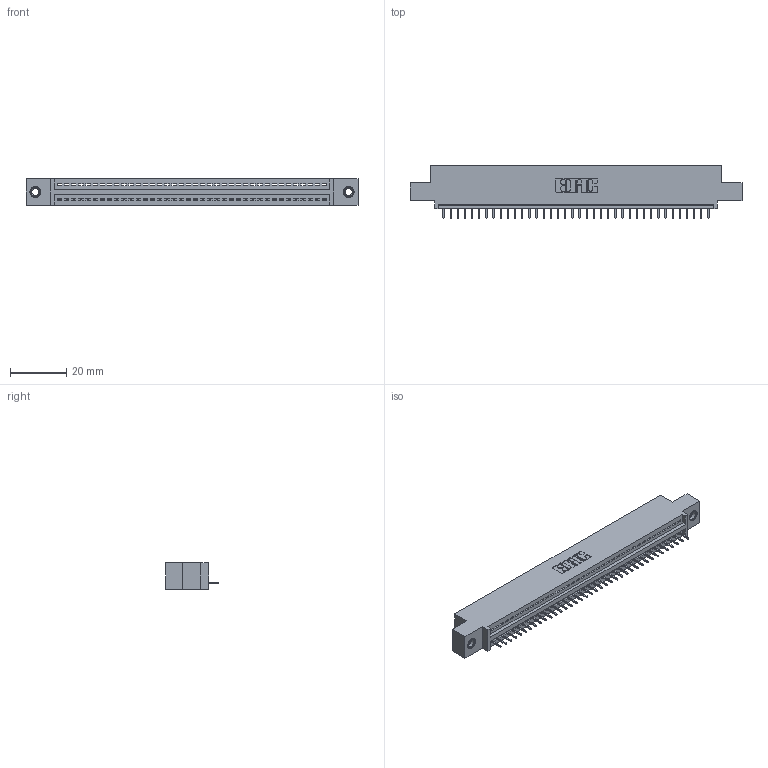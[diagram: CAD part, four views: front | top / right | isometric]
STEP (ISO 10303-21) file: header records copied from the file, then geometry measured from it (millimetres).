
FILE_DESCRIPTION (( 'STEP AP203' ), '1' );
FILE_NAME ('895-038-525-407.STEP', '2020-09-26T01:41:06', ( '' ), ( '' ), 'SwSTEP 2.0', 'SolidWorks 2020', '' );
FILE_SCHEMA (( 'CONFIG_CONTROL_DESIGN' ));
Length unit declared in the file: inch
Products named in the file (4): 895-038-525-407; 845 Part_0.110 Offset - 0.156 Dia-TI; 345-292-001_345-293-125; 345-250-001_345-250-005-103
Assembly tree (41 placements, depth 2):
  895-038-525-407
    845 Part_0.110 Offset - 0.156 Dia-TI
    345-292-001_345-293-125  x38
    345-250-001_345-250-005-103  x2
Bounding box: 117.73 x 18.72 x 9.4 mm (x, y, z)
Volume: 10907.2 mm3; surface area: 14037.4 mm2
Topology: 41 solids, 41 shells, 2546 faces, 7329 edges, 4726 vertices
Faces by surface type: plane 1864, cylinder 666, cone 12, torus 4
Entity records: 30530 total; most frequent: CARTESIAN_POINT 5269, ORIENTED_EDGE 5234, DIRECTION 4635, EDGE_CURVE 2617, VECTOR 2317, LINE 2317, VERTEX_POINT 1736, AXIS2_PLACEMENT_3D 1159
